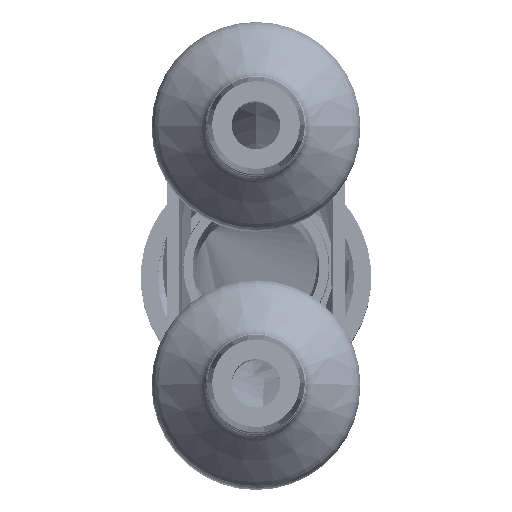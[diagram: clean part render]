
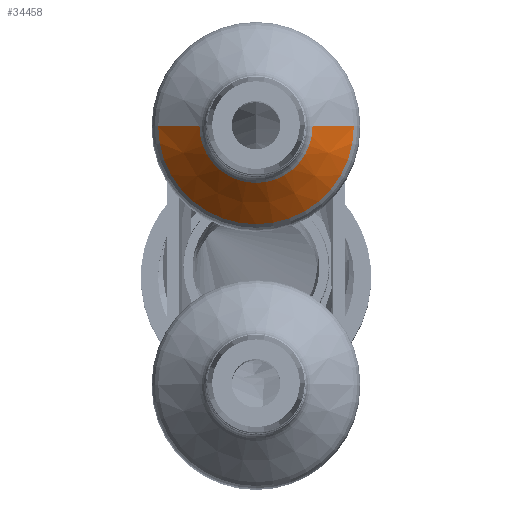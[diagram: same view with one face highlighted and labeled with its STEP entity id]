
A CAD part, top view. The second image highlights one B-rep face of the part: STEP entity #34458.
In plain terms, the highlighted conical face has half-angle 45 degrees and reference radius 1.7 mm.
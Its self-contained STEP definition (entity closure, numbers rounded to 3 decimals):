
#29646=CARTESIAN_POINT('',(13.346,0.,0.));
#29647=DIRECTION('',(-1.,0.,0.));
#29648=DIRECTION('',(0.,1.,0.));
#29649=AXIS2_PLACEMENT_3D('',#29646,#29647,#29648);
#29651=DIRECTION('',(-0.707,-0.707,0.));
#29652=VECTOR('',#29651,1.283);
#29653=CARTESIAN_POINT('',(14.254,-1.246,
0.));
#29654=LINE('',#29653,#29652);
#29655=CARTESIAN_POINT('',(14.254,0.,0.));
#29656=DIRECTION('',(1.,0.,0.));
#29657=DIRECTION('',(0.,-1.,0.));
#29658=AXIS2_PLACEMENT_3D('',#29655,#29656,#29657);
#29660=DIRECTION('',(-0.707,0.707,0.));
#29661=VECTOR('',#29660,1.283);
#29662=CARTESIAN_POINT('',(14.254,1.246,
0.));
#29663=LINE('',#29662,#29661);
#33366=CARTESIAN_POINT('',(14.254,-1.246,0.));
#33367=CARTESIAN_POINT('',(14.254,1.246,0.));
#33368=VERTEX_POINT('',#33366);
#33369=VERTEX_POINT('',#33367);
#33374=CARTESIAN_POINT('',(13.346,-2.154,0.));
#33375=CARTESIAN_POINT('',(13.346,2.154,0.));
#33376=VERTEX_POINT('',#33374);
#33377=VERTEX_POINT('',#33375);
#34444=CARTESIAN_POINT('',(13.8,0.,0.));
#34445=DIRECTION('',(-1.,0.,0.));
#34446=DIRECTION('',(0.,1.,0.));
#34447=AXIS2_PLACEMENT_3D('',#34444,#34445,#34446);
#34448=CONICAL_SURFACE('',#34447,1.7,45.);
#34449=ORIENTED_EDGE('',*,*,#34438,.T.);
#34451=ORIENTED_EDGE('',*,*,#34450,.F.);
#34453=ORIENTED_EDGE('',*,*,#34452,.T.);
#34455=ORIENTED_EDGE('',*,*,#34454,.T.);
#34456=EDGE_LOOP('',(#34449,#34451,#34453,#34455));
#34457=FACE_OUTER_BOUND('',#34456,.F.);
#34458=ADVANCED_FACE('',(#34457),#34448,.T.);
#29650=CIRCLE('',#29649,2.154);
#29659=CIRCLE('',#29658,1.246);
#34438=EDGE_CURVE('',#33377,#33376,#29650,.T.);
#34450=EDGE_CURVE('',#33368,#33376,#29654,.T.);
#34452=EDGE_CURVE('',#33368,#33369,#29659,.T.);
#34454=EDGE_CURVE('',#33369,#33377,#29663,.T.);
